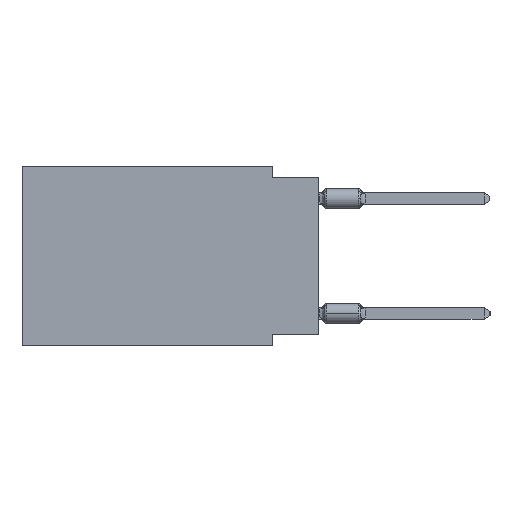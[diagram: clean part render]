
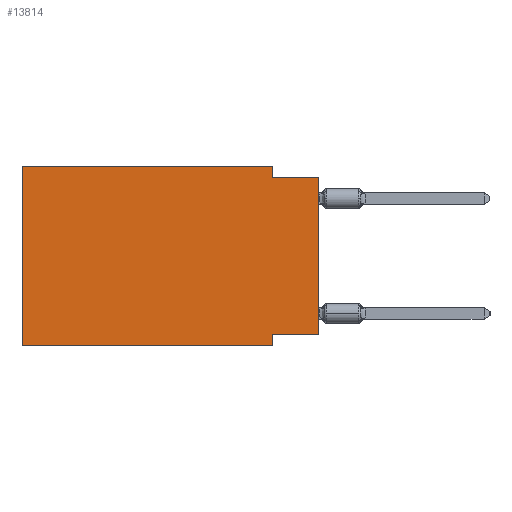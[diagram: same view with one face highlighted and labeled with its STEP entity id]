
A CAD part, left-side view. The second image highlights one B-rep face of the part: STEP entity #13814.
In plain terms, the highlighted planar face has unit normal (-1, 0, 0).
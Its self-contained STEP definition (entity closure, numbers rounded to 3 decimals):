
#219 = DIRECTION ( 'NONE',  ( 0., 0., 1. ) ) ;
#2536 = CARTESIAN_POINT ( 'NONE',  ( 0., 2.54, -9.906 ) ) ;
#2723 = ORIENTED_EDGE ( 'NONE', *, *, #28460, .F. ) ;
#3811 = PLANE ( 'NONE',  #12917 ) ;
#4788 = CARTESIAN_POINT ( 'NONE',  ( 0., 0., -9.271 ) ) ;
#7297 = CARTESIAN_POINT ( 'NONE',  ( 0., 16.383, -9.906 ) ) ;
#8145 = VECTOR ( 'NONE', #219, 1000. ) ;
#8760 = VERTEX_POINT ( 'NONE', #51013 ) ;
#10692 = EDGE_CURVE ( 'NONE', #50218, #16398, #11467, .T. ) ;
#11467 = LINE ( 'NONE', #7297, #12261 ) ;
#11676 = VERTEX_POINT ( 'NONE', #55013 ) ;
#12261 = VECTOR ( 'NONE', #41236, 1000. ) ;
#12357 = VECTOR ( 'NONE', #18066, 1000. ) ;
#12385 = ORIENTED_EDGE ( 'NONE', *, *, #10692, .T. ) ;
#12831 = LINE ( 'NONE', #34265, #23356 ) ;
#12917 = AXIS2_PLACEMENT_3D ( 'NONE', #16070, #32788, #37507 ) ;
#12998 = CARTESIAN_POINT ( 'NONE',  ( 0., 16.383, -9.906 ) ) ;
#13814 = ADVANCED_FACE ( 'NONE', ( #20523 ), #3811, .F. ) ;
#13893 = LINE ( 'NONE', #21968, #12357 ) ;
#15319 = VERTEX_POINT ( 'NONE', #17998 ) ;
#16070 = CARTESIAN_POINT ( 'NONE',  ( 0., 16.383, 0. ) ) ;
#16398 = VERTEX_POINT ( 'NONE', #2536 ) ;
#16490 = VECTOR ( 'NONE', #34235, 1000. ) ;
#16863 = CARTESIAN_POINT ( 'NONE',  ( 0., 2.54, -9.906 ) ) ;
#16972 = CARTESIAN_POINT ( 'NONE',  ( 0., 0., -9.271 ) ) ;
#17524 = CARTESIAN_POINT ( 'NONE',  ( 0., 2.54, 0. ) ) ;
#17998 = CARTESIAN_POINT ( 'NONE',  ( 0., 2.54, -0.635 ) ) ;
#18066 = DIRECTION ( 'NONE',  ( 0., 0., 1. ) ) ;
#19611 = LINE ( 'NONE', #36596, #22022 ) ;
#20116 = EDGE_LOOP ( 'NONE', ( #45384, #46399, #52164, #2723, #32705, #12385, #47307, #37815 ) ) ;
#20523 = FACE_OUTER_BOUND ( 'NONE', #20116, .T. ) ;
#21968 = CARTESIAN_POINT ( 'NONE',  ( 0., 0., 0. ) ) ;
#22022 = VECTOR ( 'NONE', #53570, 1000. ) ;
#23356 = VECTOR ( 'NONE', #51525, 1000. ) ;
#24721 = EDGE_CURVE ( 'NONE', #15319, #11676, #12831, .T. ) ;
#25665 = LINE ( 'NONE', #4788, #28326 ) ;
#28326 = VECTOR ( 'NONE', #47368, 1000. ) ;
#28460 = EDGE_CURVE ( 'NONE', #48532, #8760, #19611, .T. ) ;
#32705 = ORIENTED_EDGE ( 'NONE', *, *, #46520, .F. ) ;
#32788 = DIRECTION ( 'NONE',  ( 1., 0., 0. ) ) ;
#34235 = DIRECTION ( 'NONE',  ( 0., 0., -1. ) ) ;
#34265 = CARTESIAN_POINT ( 'NONE',  ( 0., 0., -0.635 ) ) ;
#36596 = CARTESIAN_POINT ( 'NONE',  ( 0., 16.383, 0. ) ) ;
#37507 = DIRECTION ( 'NONE',  ( 0., 0., -1. ) ) ;
#37742 = LINE ( 'NONE', #16863, #50407 ) ;
#37815 = ORIENTED_EDGE ( 'NONE', *, *, #42646, .F. ) ;
#38115 = CARTESIAN_POINT ( 'NONE',  ( 0., 16.383, 0. ) ) ;
#38891 = LINE ( 'NONE', #51145, #8145 ) ;
#38958 = LINE ( 'NONE', #17524, #16490 ) ;
#39758 = VERTEX_POINT ( 'NONE', #47801 ) ;
#40012 = EDGE_CURVE ( 'NONE', #39758, #16398, #37742, .T. ) ;
#41236 = DIRECTION ( 'NONE',  ( 0., -1., 0. ) ) ;
#42646 = EDGE_CURVE ( 'NONE', #49695, #39758, #25665, .T. ) ;
#43179 = EDGE_CURVE ( 'NONE', #49695, #11676, #13893, .T. ) ;
#45384 = ORIENTED_EDGE ( 'NONE', *, *, #43179, .T. ) ;
#46399 = ORIENTED_EDGE ( 'NONE', *, *, #24721, .F. ) ;
#46520 = EDGE_CURVE ( 'NONE', #50218, #48532, #38891, .T. ) ;
#47307 = ORIENTED_EDGE ( 'NONE', *, *, #40012, .F. ) ;
#47368 = DIRECTION ( 'NONE',  ( 0., 1., 0. ) ) ;
#47801 = CARTESIAN_POINT ( 'NONE',  ( 0., 2.54, -9.271 ) ) ;
#48532 = VERTEX_POINT ( 'NONE', #38115 ) ;
#49695 = VERTEX_POINT ( 'NONE', #16972 ) ;
#50218 = VERTEX_POINT ( 'NONE', #12998 ) ;
#50407 = VECTOR ( 'NONE', #50824, 1000. ) ;
#50824 = DIRECTION ( 'NONE',  ( 0., 0., -1. ) ) ;
#51013 = CARTESIAN_POINT ( 'NONE',  ( 0., 2.54, 0. ) ) ;
#51022 = EDGE_CURVE ( 'NONE', #8760, #15319, #38958, .T. ) ;
#51145 = CARTESIAN_POINT ( 'NONE',  ( 0., 16.383, 0. ) ) ;
#51525 = DIRECTION ( 'NONE',  ( 0., -1., 0. ) ) ;
#52164 = ORIENTED_EDGE ( 'NONE', *, *, #51022, .F. ) ;
#53570 = DIRECTION ( 'NONE',  ( 0., -1., 0. ) ) ;
#55013 = CARTESIAN_POINT ( 'NONE',  ( 0., 0., -0.635 ) ) ;
